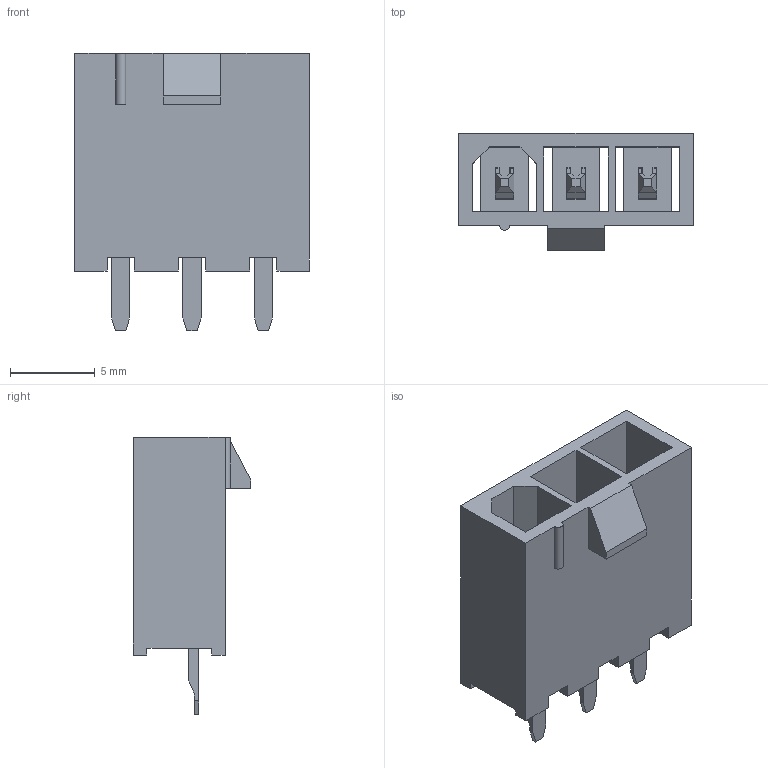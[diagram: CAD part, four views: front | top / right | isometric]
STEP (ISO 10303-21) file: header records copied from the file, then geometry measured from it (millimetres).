
FILE_DESCRIPTION(/* description */ ('Unknown'),/* implementation_level */ '2;1');
FILE_NAME(/* name */ 'J_Wurth_WR-MPC4_64900311122',/* time_stamp */ '2025-06-17T17:02:28+08:00',/* author */ ('Unknown'),/* organization */ ('Unknown'),/* preprocessor_version */ 'ST-DEVELOPER v19.4',/* originating_system */ 'Solid Edge',/* authorisation */ 'Unknown');
FILE_SCHEMA (('AUTOMOTIVE_DESIGN {1 0 10303 214 3 1 1}'));
Length unit declared in the file: millimetre
Products named in the file (2): J_Wurth_WR-MPC4_64900311122
Assembly tree (1 placements, depth 2):
  J_Wurth_WR-MPC4_64900311122
    J_Wurth_WR-MPC4_64900311122
Bounding box: 13.8 x 6.9 x 16.3 mm (x, y, z)
Volume: 511.8 mm3; surface area: 1405.5 mm2
Topology: 1 solids, 1 shells, 344 faces, 1009 edges, 658 vertices
Faces by surface type: plane 265, cylinder 79
Entity records: 13766 total; most frequent: ORIENTED_EDGE 2018, CARTESIAN_POINT 2013, DIRECTION 1859, EDGE_CURVE 1009, LINE 851, VECTOR 851, VERTEX_POINT 658, AXIS2_PLACEMENT_3D 504
